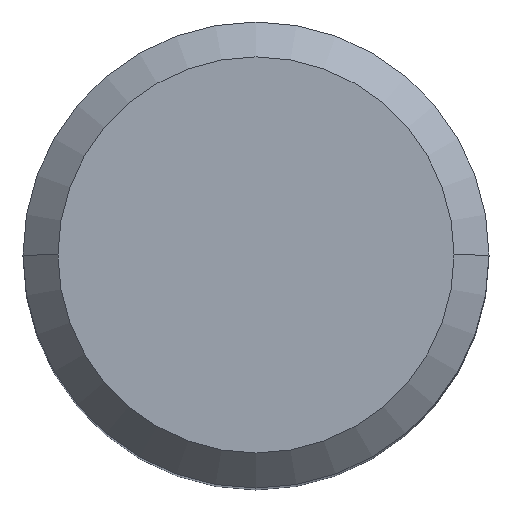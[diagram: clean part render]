
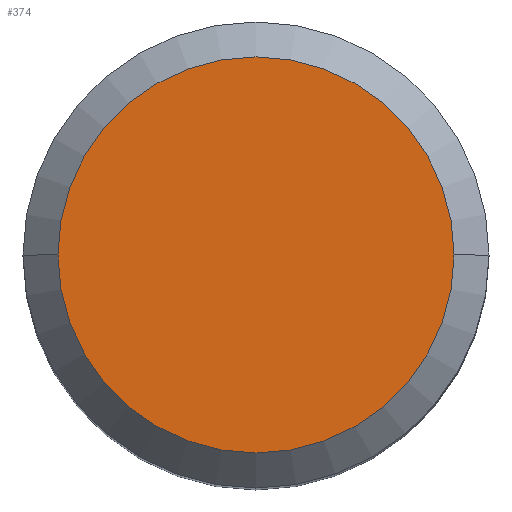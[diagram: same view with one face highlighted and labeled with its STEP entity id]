
A CAD part, top view. The second image highlights one B-rep face of the part: STEP entity #374.
In plain terms, the highlighted planar face has unit normal (0, 0, 1).
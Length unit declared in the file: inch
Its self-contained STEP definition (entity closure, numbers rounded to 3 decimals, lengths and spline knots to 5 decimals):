
#14 = AXIS2_PLACEMENT_3D ( 'NONE', #104, #105, #483 ) ;
#31 = AXIS2_PLACEMENT_3D ( 'NONE', #187, #49, #264 ) ;
#49 = DIRECTION ( 'NONE',  ( 0., 0., 1. ) ) ;
#80 = FACE_OUTER_BOUND ( 'NONE', #84, .T. ) ;
#84 = EDGE_LOOP ( 'NONE', ( #189, #467 ) ) ;
#93 = AXIS2_PLACEMENT_3D ( 'NONE', #335, #305, #490 ) ;
#104 = CARTESIAN_POINT ( 'NONE',  ( 0., 0., 0. ) ) ;
#105 = DIRECTION ( 'NONE',  ( 0., 0., 1. ) ) ;
#123 = CIRCLE ( 'NONE', #31, 0.31875 ) ;
#155 = VERTEX_POINT ( 'NONE', #440 ) ;
#168 = EDGE_CURVE ( 'NONE', #155, #195, #222, .T. ) ;
#187 = CARTESIAN_POINT ( 'NONE',  ( 0., 0., 0. ) ) ;
#189 = ORIENTED_EDGE ( 'NONE', *, *, #168, .T. ) ;
#195 = VERTEX_POINT ( 'NONE', #407 ) ;
#222 = CIRCLE ( 'NONE', #14, 0.31875 ) ;
#264 = DIRECTION ( 'NONE',  ( 1., 0., 0. ) ) ;
#305 = DIRECTION ( 'NONE',  ( 0., 0., -1. ) ) ;
#307 = PLANE ( 'NONE',  #93 ) ;
#335 = CARTESIAN_POINT ( 'NONE',  ( 0., 0., 0. ) ) ;
#374 = ADVANCED_FACE ( 'NONE', ( #80 ), #307, .F. ) ;
#404 = EDGE_CURVE ( 'NONE', #195, #155, #123, .T. ) ;
#407 = CARTESIAN_POINT ( 'NONE',  ( 0.31875, 0., 0. ) ) ;
#440 = CARTESIAN_POINT ( 'NONE',  ( -0.31875, 0., 0. ) ) ;
#467 = ORIENTED_EDGE ( 'NONE', *, *, #404, .T. ) ;
#483 = DIRECTION ( 'NONE',  ( 1., 0., 0. ) ) ;
#490 = DIRECTION ( 'NONE',  ( -1., 0., 0. ) ) ;
